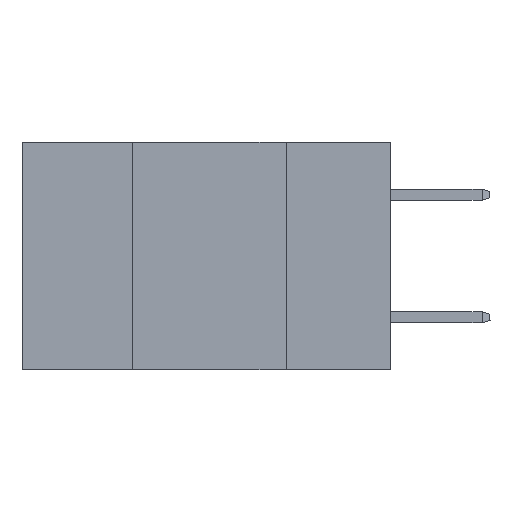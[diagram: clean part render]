
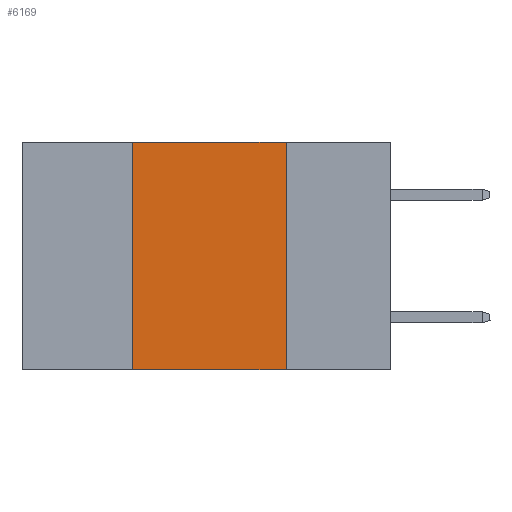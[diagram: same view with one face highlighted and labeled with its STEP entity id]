
A CAD part, left-side view. The second image highlights one B-rep face of the part: STEP entity #6169.
In plain terms, the highlighted planar face has unit normal (-1, 0, 0).
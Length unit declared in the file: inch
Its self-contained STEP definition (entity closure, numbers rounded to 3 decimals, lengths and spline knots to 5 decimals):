
#221 = ORIENTED_EDGE ( 'NONE', *, *, #5993, .F. ) ;
#627 = CARTESIAN_POINT ( 'NONE',  ( 0., 0.42, -0.37 ) ) ;
#819 = CARTESIAN_POINT ( 'NONE',  ( 0., 0.6, 0. ) ) ;
#1161 = PLANE ( 'NONE',  #10478 ) ;
#1279 = ORIENTED_EDGE ( 'NONE', *, *, #14032, .F. ) ;
#2496 = CARTESIAN_POINT ( 'NONE',  ( 0., 0.6, 0. ) ) ;
#2558 = DIRECTION ( 'NONE',  ( 0., 0., -1. ) ) ;
#2922 = CARTESIAN_POINT ( 'NONE',  ( 0., 0.42, 0. ) ) ;
#4700 = VERTEX_POINT ( 'NONE', #627 ) ;
#4747 = CARTESIAN_POINT ( 'NONE',  ( 0., 0.17, 0. ) ) ;
#4860 = ORIENTED_EDGE ( 'NONE', *, *, #10043, .T. ) ;
#5261 = CARTESIAN_POINT ( 'NONE',  ( 0., 0.17, 0. ) ) ;
#5265 = LINE ( 'NONE', #11990, #8379 ) ;
#5993 = EDGE_CURVE ( 'NONE', #16671, #9945, #16822, .T. ) ;
#6039 = DIRECTION ( 'NONE',  ( 0., 0., -1. ) ) ;
#6143 = CARTESIAN_POINT ( 'NONE',  ( 0., 0.17, -0.37 ) ) ;
#6169 = ADVANCED_FACE ( 'NONE', ( #11204 ), #1161, .F. ) ;
#6626 = VERTEX_POINT ( 'NONE', #6143 ) ;
#6701 = DIRECTION ( 'NONE',  ( 0., -1., 0. ) ) ;
#6849 = LINE ( 'NONE', #4747, #16577 ) ;
#7174 = EDGE_LOOP ( 'NONE', ( #11989, #221, #1279, #4860 ) ) ;
#7666 = LINE ( 'NONE', #2922, #14452 ) ;
#8241 = DIRECTION ( 'NONE',  ( 0., 0., 1. ) ) ;
#8379 = VECTOR ( 'NONE', #6701, 39.37008 ) ;
#9945 = VERTEX_POINT ( 'NONE', #5261 ) ;
#10043 = EDGE_CURVE ( 'NONE', #4700, #6626, #5265, .T. ) ;
#10207 = DIRECTION ( 'NONE',  ( 0., -1., 0. ) ) ;
#10478 = AXIS2_PLACEMENT_3D ( 'NONE', #2496, #10541, #2558 ) ;
#10541 = DIRECTION ( 'NONE',  ( 1., 0., 0. ) ) ;
#11023 = VECTOR ( 'NONE', #10207, 39.37008 ) ;
#11204 = FACE_OUTER_BOUND ( 'NONE', #7174, .T. ) ;
#11989 = ORIENTED_EDGE ( 'NONE', *, *, #12865, .F. ) ;
#11990 = CARTESIAN_POINT ( 'NONE',  ( 0., 0.6, -0.37 ) ) ;
#12865 = EDGE_CURVE ( 'NONE', #9945, #6626, #6849, .T. ) ;
#13855 = CARTESIAN_POINT ( 'NONE',  ( 0., 0.42, 0. ) ) ;
#14032 = EDGE_CURVE ( 'NONE', #4700, #16671, #7666, .T. ) ;
#14452 = VECTOR ( 'NONE', #8241, 39.37008 ) ;
#16577 = VECTOR ( 'NONE', #6039, 39.37008 ) ;
#16671 = VERTEX_POINT ( 'NONE', #13855 ) ;
#16822 = LINE ( 'NONE', #819, #11023 ) ;
